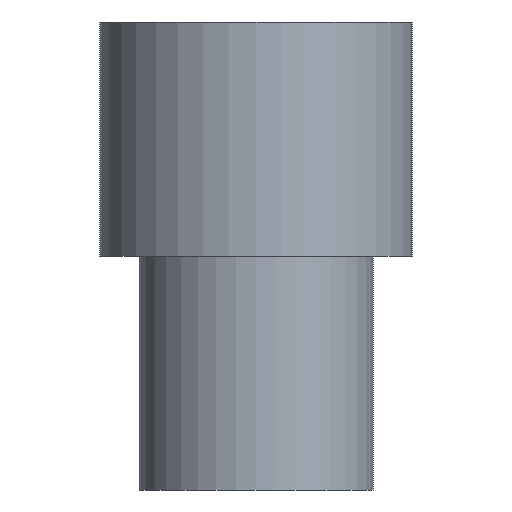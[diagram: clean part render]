
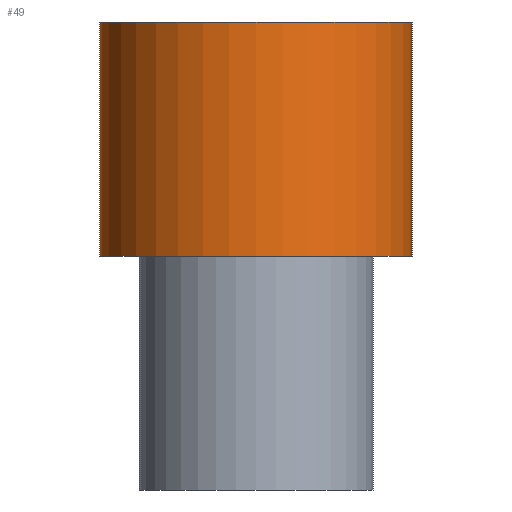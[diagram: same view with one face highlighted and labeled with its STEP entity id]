
A CAD part, left-side view. The second image highlights one B-rep face of the part: STEP entity #49.
In plain terms, the highlighted cylindrical face has radius 10 mm (diameter 20 mm), a partial arc.
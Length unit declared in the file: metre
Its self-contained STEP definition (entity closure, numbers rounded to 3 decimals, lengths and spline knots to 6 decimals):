
#49 = ADVANCED_FACE( '', ( #97 ), #98, .T. );
#97 = FACE_OUTER_BOUND( '', #136, .T. );
#98 = CYLINDRICAL_SURFACE( '', #137, 0.01 );
#136 = EDGE_LOOP( '', ( #200, #201, #202, #203 ) );
#137 = AXIS2_PLACEMENT_3D( '', #204, #205, #206 );
#200 = ORIENTED_EDGE( '', *, *, #215, .T. );
#201 = ORIENTED_EDGE( '', *, *, #222, .F. );
#202 = ORIENTED_EDGE( '', *, *, #226, .F. );
#203 = ORIENTED_EDGE( '', *, *, #228, .T. );
#204 = CARTESIAN_POINT( '', ( -0.13445, 0., 0.015 ) );
#205 = DIRECTION( '', ( 0., 0., 1. ) );
#206 = DIRECTION( '', ( -1., 0., 0. ) );
#215 = EDGE_CURVE( '', #240, #245, #247, .T. );
#222 = EDGE_CURVE( '', #255, #245, #257, .T. );
#226 = EDGE_CURVE( '', #261, #255, #263, .T. );
#228 = EDGE_CURVE( '', #261, #240, #265, .T. );
#240 = VERTEX_POINT( '', #277 );
#245 = VERTEX_POINT( '', #283 );
#247 = CIRCLE( '', #286, 0.01 );
#255 = VERTEX_POINT( '', #296 );
#257 = LINE( '', #299, #300 );
#261 = VERTEX_POINT( '', #304 );
#263 = CIRCLE( '', #307, 0.01 );
#265 = LINE( '', #309, #310 );
#277 = CARTESIAN_POINT( '', ( -0.13445, 0.01, 0. ) );
#283 = CARTESIAN_POINT( '', ( -0.13445, -0.01, 0. ) );
#286 = AXIS2_PLACEMENT_3D( '', #328, #329, #330 );
#296 = CARTESIAN_POINT( '', ( -0.13445, -0.01, 0.015 ) );
#299 = CARTESIAN_POINT( '', ( -0.13445, -0.01, 0.015 ) );
#300 = VECTOR( '', #337, 1. );
#304 = CARTESIAN_POINT( '', ( -0.13445, 0.01, 0.015 ) );
#307 = AXIS2_PLACEMENT_3D( '', #342, #343, #344 );
#309 = CARTESIAN_POINT( '', ( -0.13445, 0.01, 0.015 ) );
#310 = VECTOR( '', #345, 1. );
#328 = CARTESIAN_POINT( '', ( -0.13445, 0., 0. ) );
#329 = DIRECTION( '', ( 0., 0., 1. ) );
#330 = DIRECTION( '', ( 1., 0., 0. ) );
#337 = DIRECTION( '', ( 0., 0., -1. ) );
#342 = CARTESIAN_POINT( '', ( -0.13445, 0., 0.015 ) );
#343 = DIRECTION( '', ( 0., 0., 1. ) );
#344 = DIRECTION( '', ( 1., 0., 0. ) );
#345 = DIRECTION( '', ( 0., 0., -1. ) );
